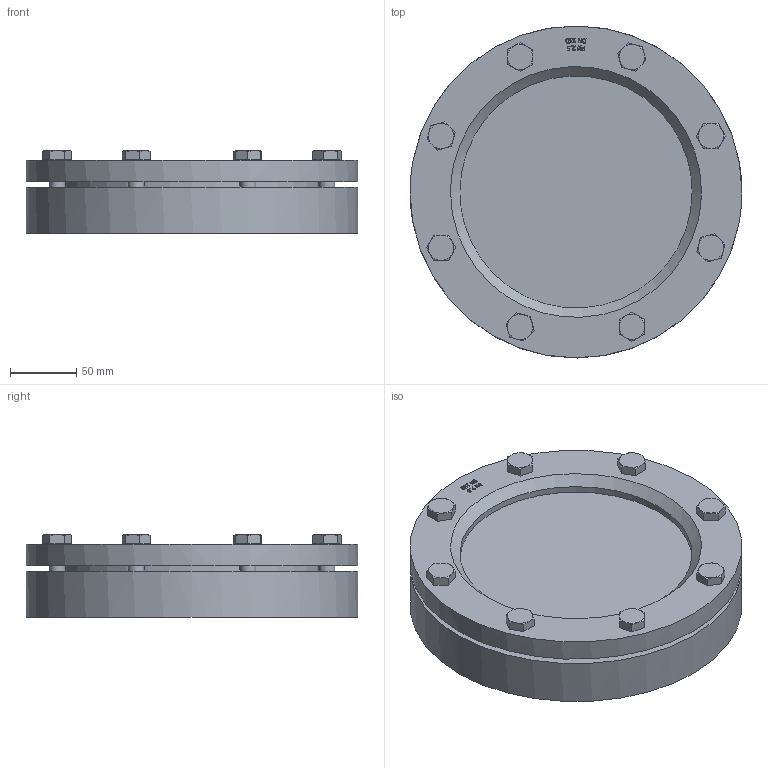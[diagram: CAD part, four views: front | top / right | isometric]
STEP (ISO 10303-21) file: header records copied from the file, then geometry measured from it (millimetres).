
FILE_DESCRIPTION(('HOOPS Exchange Step'),'2;1');
FILE_NAME('BS01_DN150.stp','2025-05-26T11:07:36+02:00',('nieru'),('Unknown organisation'),'HOOPS Exchange 2024.2','HOOPS Exchange','Unknown authorisation');
FILE_SCHEMA( ('AP203_CONFIGURATION_CONTROLLED_3D_DESIGN_OF_MECHANICAL_PARTS_AND_ASSEMBLIES_MIM_LF') );
Length unit declared in the file: millimetre
Products named in the file (1): root
Bounding box: 250 x 249.99 x 62.5 mm (x, y, z)
Volume: 1868554.1 mm3; surface area: 192618.4 mm2
Topology: 1 solids, 1 shells, 296 faces, 753 edges, 492 vertices
Faces by surface type: plane 151, bspline 66, cone 58, cylinder 21
Full cylindrical faces by diameter (mm): 12 x8, 17.2 x8, 175 x2, 200 x1, 250 x2
Entity records: 24941 total; most frequent: CARTESIAN_POINT 18501, ORIENTED_EDGE 1506, DIRECTION 916, EDGE_CURVE 753, VERTEX_POINT 492, EDGE_LOOP 345, FACE_BOUND 345, VECTOR 342
